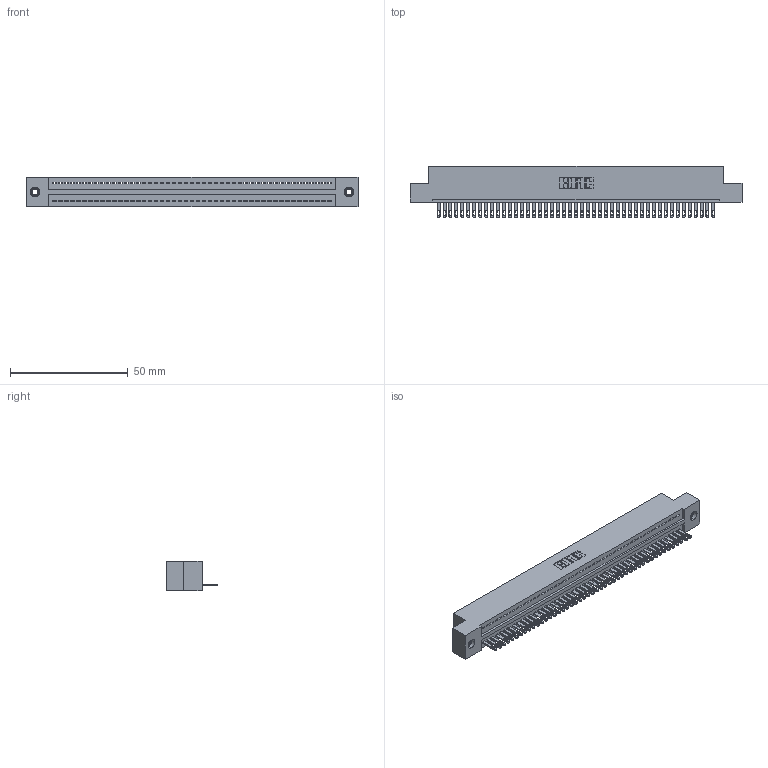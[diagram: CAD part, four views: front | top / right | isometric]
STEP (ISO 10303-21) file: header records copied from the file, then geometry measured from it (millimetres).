
FILE_DESCRIPTION (( 'STEP AP203' ), '1' );
FILE_NAME ('325-047-500-107.STEP', '2020-02-24T23:04:55', ( '' ), ( '' ), 'SwSTEP 2.0', 'SolidWorks 2016', '' );
FILE_SCHEMA (( 'CONFIG_CONTROL_DESIGN' ));
Length unit declared in the file: inch
Products named in the file (4): 325-292-001_325-293-100; 325 Part_TI; 325-047-500-107; 345-250-001_345-250-005-103
Assembly tree (50 placements, depth 2):
  325-047-500-107
    325 Part_TI
    325-292-001_325-293-100  x47
    345-250-001_345-250-005-103  x2
Bounding box: 141.1 x 21.84 x 12.45 mm (x, y, z)
Volume: 17967.3 mm3; surface area: 19851.3 mm2
Topology: 50 solids, 50 shells, 2712 faces, 8343 edges, 5554 vertices
Faces by surface type: plane 1794, cylinder 902, cone 12, torus 4
Entity records: 29202 total; most frequent: CARTESIAN_POINT 5018, ORIENTED_EDGE 4994, DIRECTION 4257, EDGE_CURVE 2497, LINE 2345, VECTOR 2345, VERTEX_POINT 1660, AXIS2_PLACEMENT_3D 956
